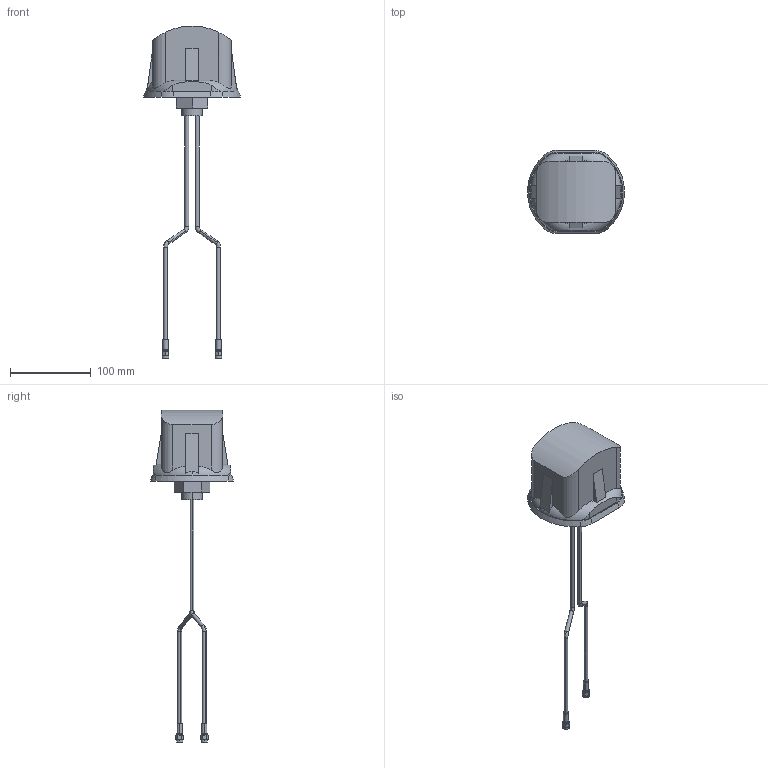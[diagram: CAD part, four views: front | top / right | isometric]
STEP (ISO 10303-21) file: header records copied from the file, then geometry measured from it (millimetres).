
FILE_DESCRIPTION(('CATIA V5 STEP Exchange','CAx-IF Rec.Pracs.--- Model Styling and Organization---1.4--- 2014-01-23'),'2;1');
FILE_NAME ('D1486378_0_2788120000_S3D_IE_ANT_CELL_MIMO_DO_SMAM.stp','2021-05-19T11:34:57+00:00',('none'),('Weidmueller'),'CATIA Version 5-6 Release 2016 SP3 HF44','CATIA V5 STEP AP214','none');
FILE_SCHEMA(('AUTOMOTIVE_DESIGN { 1 0 10303 214 1 1 1 1 }'));
Length unit declared in the file: millimetre
Products named in the file (1): S3D_IE_ANT_CELL_MIMO_DO_SMAM
Bounding box: 119.97 x 103.08 x 410.82 mm (x, y, z)
Volume: 676366.8 mm3; surface area: 81316.3 mm2
Topology: 7 solids, 7 shells, 166 faces, 416 edges, 284 vertices
Faces by surface type: plane 81, cylinder 61, torus 10, cone 6, extrusion 4, bspline 4
Entity records: 6015 total; most frequent: CARTESIAN_POINT 2141, ORIENTED_EDGE 832, DIRECTION 624, EDGE_CURVE 416, AXIS2_PLACEMENT_3D 289, VERTEX_POINT 284, VECTOR 202, LINE 198
